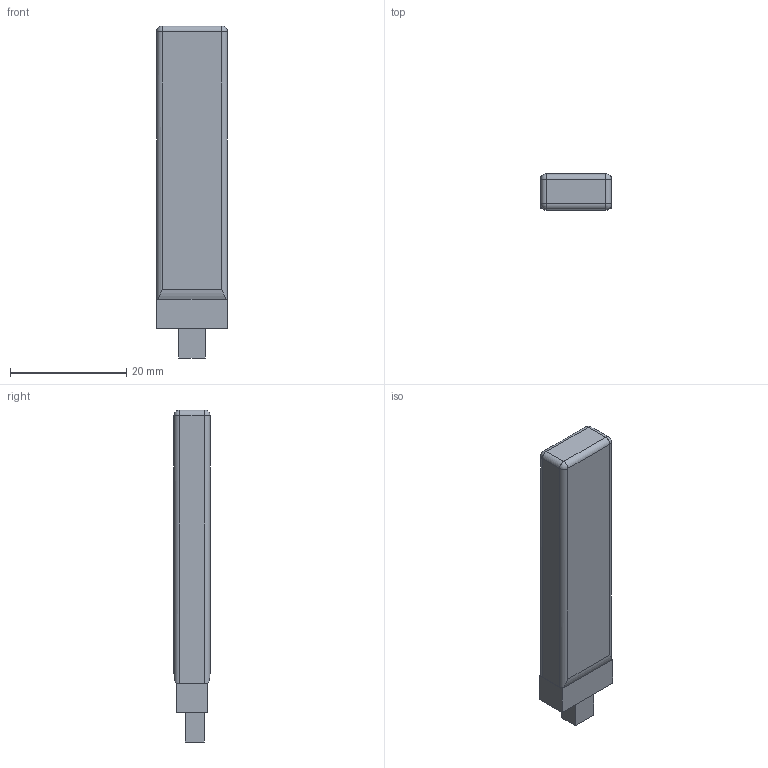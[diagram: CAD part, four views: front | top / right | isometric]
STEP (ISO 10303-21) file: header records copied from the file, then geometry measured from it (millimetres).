
FILE_DESCRIPTION (( 'STEP AP214' ), '1' );
FILE_NAME ('1s 260mah.STEP', '2019-09-17T05:50:24', ( '' ), ( '' ), 'SwSTEP 2.0', 'SolidWorks 2017', '' );
FILE_SCHEMA (( 'AUTOMOTIVE_DESIGN' ));
Length unit declared in the file: millimetre
Products named in the file (1): 1s 260mah
Bounding box: 12.3 x 6.2 x 57.1 mm (x, y, z)
Volume: 3917.4 mm3; surface area: 2035.1 mm2
Topology: 1 solids, 1 shells, 31 faces, 72 edges, 40 vertices
Faces by surface type: plane 17, cylinder 10, sphere 4
Entity records: 1012 total; most frequent: CARTESIAN_POINT 164, DIRECTION 144, ORIENTED_EDGE 136, EDGE_CURVE 68, LINE 48, VECTOR 48, AXIS2_PLACEMENT_3D 48, VERTEX_POINT 40
